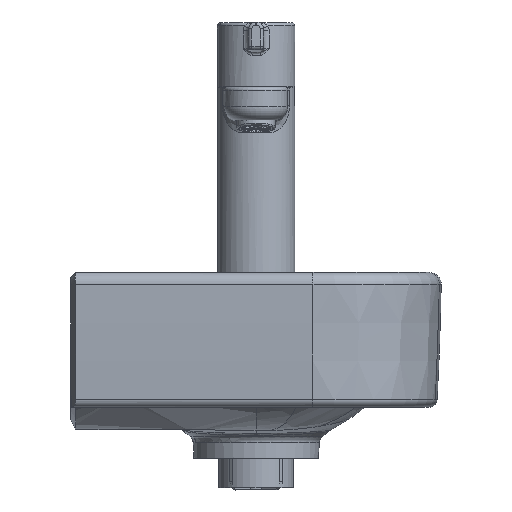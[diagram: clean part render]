
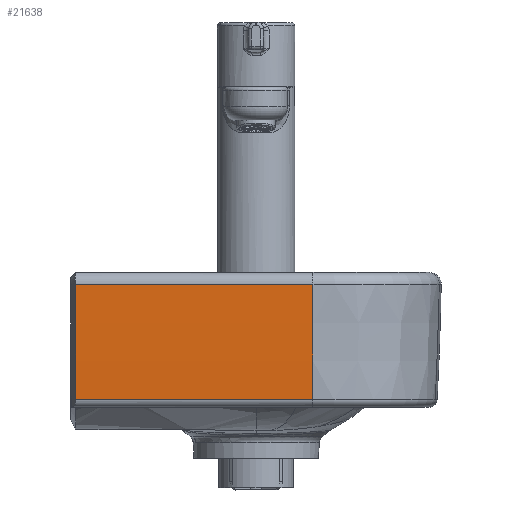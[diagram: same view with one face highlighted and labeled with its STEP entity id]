
A CAD part, front view. The second image highlights one B-rep face of the part: STEP entity #21638.
In plain terms, the highlighted cylindrical face has radius 2000 mm (diameter 4000 mm), a partial arc.
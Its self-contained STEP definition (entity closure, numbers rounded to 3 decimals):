
#21342=CARTESIAN_POINT('',(33.66,-249.881,-7.129));
#21343=VERTEX_POINT('',#21342);
#21511=CARTESIAN_POINT('',(33.66,-247.461,-75.263));
#21512=VERTEX_POINT('',#21511);
#21530=CARTESIAN_POINT('',(33.66,1749.827,29.787));
#21531=DIRECTION('',(-1.0,0.0,0.0));
#21532=DIRECTION('',(0.0,-1.,-0.018));
#21533=AXIS2_PLACEMENT_3D('',#21530,#21531,#21532);
#21534=CIRCLE('',#21533,2000.048);
#21535=EDGE_CURVE('',#21512,#21343,#21534,.T.);
#21607=CARTESIAN_POINT('',(-38.17,1749.778,29.785));
#21608=DIRECTION('',(-1.0,0.0,0.0));
#21609=DIRECTION('',(0.0,-0.998,-0.055));
#21610=AXIS2_PLACEMENT_3D('',#21607,#21608,#21609);
#21611=CYLINDRICAL_SURFACE('',#21610,2000.);
#21612=ORIENTED_EDGE('',*,*,#21535,.T.);
#21613=CARTESIAN_POINT('',(-107.,-249.881,-7.129));
#21614=VERTEX_POINT('',#21613);
#21615=CARTESIAN_POINT('',(33.66,-249.881,-7.129));
#21616=DIRECTION('',(-1.0,0.0,0.0));
#21617=VECTOR('',#21616,140.66);
#21618=LINE('',#21615,#21617);
#21619=EDGE_CURVE('',#21343,#21614,#21618,.T.);
#21620=ORIENTED_EDGE('',*,*,#21619,.T.);
#21621=CARTESIAN_POINT('',(-107.,-247.461,-75.263));
#21622=VERTEX_POINT('',#21621);
#21623=CARTESIAN_POINT('',(-107.,1749.778,29.785));
#21624=DIRECTION('',(-1.0,0.,0.));
#21625=DIRECTION('',(0.,-1.,-0.018));
#21626=AXIS2_PLACEMENT_3D('',#21623,#21624,#21625);
#21627=CIRCLE('',#21626,2000.);
#21628=EDGE_CURVE('',#21622,#21614,#21627,.T.);
#21629=ORIENTED_EDGE('',*,*,#21628,.F.);
#21630=CARTESIAN_POINT('',(33.66,-247.461,-75.263));
#21631=DIRECTION('',(-1.0,0.0,0.0));
#21632=VECTOR('',#21631,140.66);
#21633=LINE('',#21630,#21632);
#21634=EDGE_CURVE('',#21622,#21512,#21633,.F.);
#21635=ORIENTED_EDGE('',*,*,#21634,.T.);
#21636=EDGE_LOOP('',(#21612,#21620,#21629,#21635));
#21637=FACE_OUTER_BOUND('',#21636,.T.);
#21638=ADVANCED_FACE('',(#21637),#21611,.T.);
